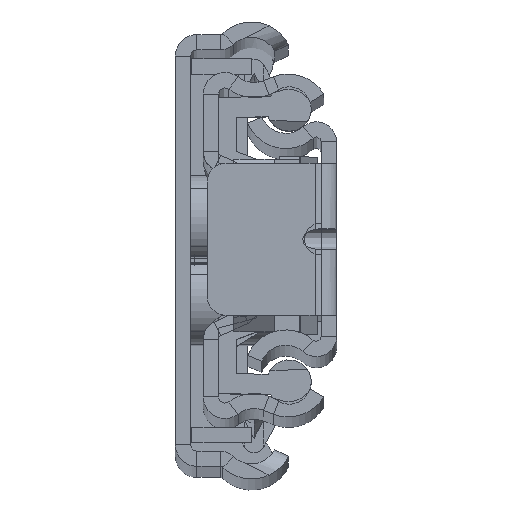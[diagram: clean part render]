
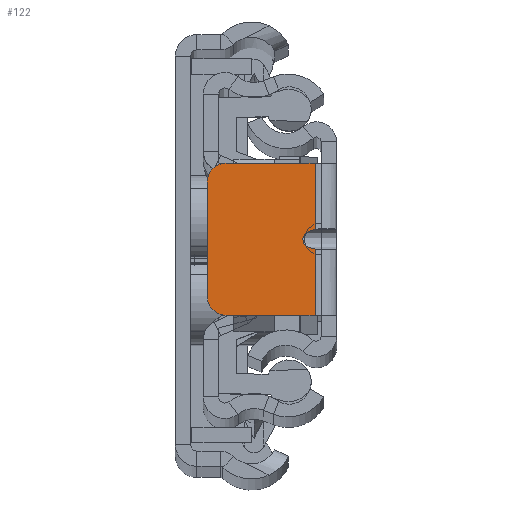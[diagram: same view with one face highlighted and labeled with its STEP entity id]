
A CAD part, top view. The second image highlights one B-rep face of the part: STEP entity #122.
In plain terms, the highlighted planar face has unit normal (0, 0, 1).
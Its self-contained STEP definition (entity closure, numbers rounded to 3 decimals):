
#122 = ADVANCED_FACE ( 'NONE', ( #1875 ), #13891, .F. ) ;
#164 = CIRCLE ( 'NONE', #8791, 1.5 ) ;
#283 = CARTESIAN_POINT ( 'NONE',  ( -1.7, 0.79, 0. ) ) ;
#534 = DIRECTION ( 'NONE',  ( 0., -1., 0. ) ) ;
#1330 = EDGE_LOOP ( 'NONE', ( #8425, #17330, #22434, #13718, #26597, #2064, #2073, #12890 ) ) ;
#1875 = FACE_OUTER_BOUND ( 'NONE', #1330, .T. ) ;
#2064 = ORIENTED_EDGE ( 'NONE', *, *, #6657, .F. ) ;
#2073 = ORIENTED_EDGE ( 'NONE', *, *, #13327, .T. ) ;
#2156 = VERTEX_POINT ( 'NONE', #7784 ) ;
#2377 = DIRECTION ( 'NONE',  ( 0., 0., 1. ) ) ;
#2407 = DIRECTION ( 'NONE',  ( 0., -1., 0. ) ) ;
#2697 =( BOUNDED_CURVE ( )  B_SPLINE_CURVE ( 3, ( #4714, #25028, #6505, #283 ),
 .UNSPECIFIED., .F., .T. ) 
 B_SPLINE_CURVE_WITH_KNOTS ( ( 4, 4 ),
 ( 4.83, 7.736 ),
 .UNSPECIFIED. ) 
 CURVE ( )  GEOMETRIC_REPRESENTATION_ITEM ( )  RATIONAL_B_SPLINE_CURVE ( ( 1., 0.412, 0.412, 1. ) ) 
 REPRESENTATION_ITEM ( '' )  );
#3568 = AXIS2_PLACEMENT_3D ( 'NONE', #24587, #18348, #24719 ) ;
#4588 = DIRECTION ( 'NONE',  ( 1., 0., 0. ) ) ;
#4714 = CARTESIAN_POINT ( 'NONE',  ( -1.7, -0.79, 0. ) ) ;
#5243 = VERTEX_POINT ( 'NONE', #13506 ) ;
#6054 = CIRCLE ( 'NONE', #13363, 1.5 ) ;
#6258 = VERTEX_POINT ( 'NONE', #23013 ) ;
#6260 = VECTOR ( 'NONE', #17514, 1000. ) ;
#6505 = CARTESIAN_POINT ( 'NONE',  ( -3.497, 0.64, 0. ) ) ;
#6533 = VERTEX_POINT ( 'NONE', #14990 ) ;
#6657 = EDGE_CURVE ( 'NONE', #2156, #14379, #10820, .T. ) ;
#7784 = CARTESIAN_POINT ( 'NONE',  ( -1.7, -0.79, 0. ) ) ;
#8398 = VECTOR ( 'NONE', #23987, 1000. ) ;
#8425 = ORIENTED_EDGE ( 'NONE', *, *, #18575, .T. ) ;
#8791 = AXIS2_PLACEMENT_3D ( 'NONE', #22188, #14084, #9509 ) ;
#9024 = CARTESIAN_POINT ( 'NONE',  ( -1.7, -6., 0. ) ) ;
#9264 = LINE ( 'NONE', #9401, #8398 ) ;
#9401 = CARTESIAN_POINT ( 'NONE',  ( -10.2, 0., 0. ) ) ;
#9505 = CARTESIAN_POINT ( 'NONE',  ( -10.2, 4.5, 0. ) ) ;
#9509 = DIRECTION ( 'NONE',  ( -1., 0., 0. ) ) ;
#9594 = EDGE_CURVE ( 'NONE', #6533, #16975, #164, .T. ) ;
#10820 = LINE ( 'NONE', #19023, #18197 ) ;
#11903 = VECTOR ( 'NONE', #2407, 1000. ) ;
#12890 = ORIENTED_EDGE ( 'NONE', *, *, #24548, .F. ) ;
#13071 = LINE ( 'NONE', #9024, #11903 ) ;
#13327 = EDGE_CURVE ( 'NONE', #2156, #6258, #2697, .T. ) ;
#13357 = CARTESIAN_POINT ( 'NONE',  ( -10.2, -4.5, 0. ) ) ;
#13363 = AXIS2_PLACEMENT_3D ( 'NONE', #21021, #2377, #18971 ) ;
#13506 = CARTESIAN_POINT ( 'NONE',  ( -1.7, 6., 0. ) ) ;
#13718 = ORIENTED_EDGE ( 'NONE', *, *, #14094, .T. ) ;
#13891 = PLANE ( 'NONE',  #3568 ) ;
#14084 = DIRECTION ( 'NONE',  ( 0., 0., 1. ) ) ;
#14094 = EDGE_CURVE ( 'NONE', #23084, #15578, #6054, .T. ) ;
#14379 = VERTEX_POINT ( 'NONE', #26436 ) ;
#14725 = LINE ( 'NONE', #16768, #24411 ) ;
#14990 = CARTESIAN_POINT ( 'NONE',  ( -8.7, 6., 0. ) ) ;
#15578 = VERTEX_POINT ( 'NONE', #24791 ) ;
#16543 = EDGE_CURVE ( 'NONE', #16975, #23084, #9264, .T. ) ;
#16768 = CARTESIAN_POINT ( 'NONE',  ( 0., -6., 0. ) ) ;
#16975 = VERTEX_POINT ( 'NONE', #9505 ) ;
#17330 = ORIENTED_EDGE ( 'NONE', *, *, #9594, .T. ) ;
#17514 = DIRECTION ( 'NONE',  ( -1., 0., 0. ) ) ;
#17779 = LINE ( 'NONE', #25779, #6260 ) ;
#17815 = EDGE_CURVE ( 'NONE', #15578, #14379, #14725, .T. ) ;
#18197 = VECTOR ( 'NONE', #534, 1000. ) ;
#18348 = DIRECTION ( 'NONE',  ( 0., 0., -1. ) ) ;
#18575 = EDGE_CURVE ( 'NONE', #5243, #6533, #17779, .T. ) ;
#18971 = DIRECTION ( 'NONE',  ( -1., 0., 0. ) ) ;
#19023 = CARTESIAN_POINT ( 'NONE',  ( -1.7, -6., 0. ) ) ;
#21021 = CARTESIAN_POINT ( 'NONE',  ( -8.7, -4.5, 0. ) ) ;
#22188 = CARTESIAN_POINT ( 'NONE',  ( -8.7, 4.5, 0. ) ) ;
#22434 = ORIENTED_EDGE ( 'NONE', *, *, #16543, .T. ) ;
#23013 = CARTESIAN_POINT ( 'NONE',  ( -1.7, 0.79, 0. ) ) ;
#23084 = VERTEX_POINT ( 'NONE', #13357 ) ;
#23987 = DIRECTION ( 'NONE',  ( 0., -1., 0. ) ) ;
#24411 = VECTOR ( 'NONE', #4588, 1000. ) ;
#24548 = EDGE_CURVE ( 'NONE', #5243, #6258, #13071, .T. ) ;
#24587 = CARTESIAN_POINT ( 'NONE',  ( 0., 0., 0. ) ) ;
#24719 = DIRECTION ( 'NONE',  ( -1., 0., 0. ) ) ;
#24791 = CARTESIAN_POINT ( 'NONE',  ( -8.7, -6., 0. ) ) ;
#25028 = CARTESIAN_POINT ( 'NONE',  ( -3.497, -0.64, 0. ) ) ;
#25779 = CARTESIAN_POINT ( 'NONE',  ( 0., 6., 0. ) ) ;
#26436 = CARTESIAN_POINT ( 'NONE',  ( -1.7, -6., 0. ) ) ;
#26597 = ORIENTED_EDGE ( 'NONE', *, *, #17815, .T. ) ;
